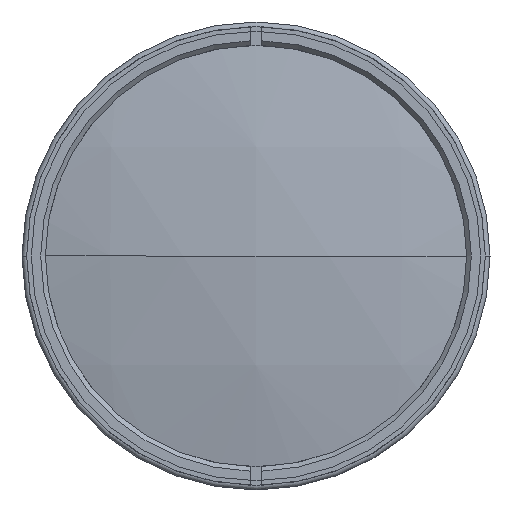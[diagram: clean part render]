
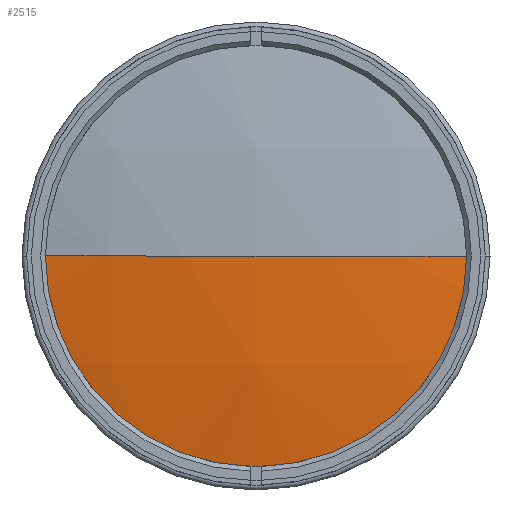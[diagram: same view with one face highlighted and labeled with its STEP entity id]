
A CAD part, left-side view. The second image highlights one B-rep face of the part: STEP entity #2515.
In plain terms, the highlighted spherical face has radius 224 mm.
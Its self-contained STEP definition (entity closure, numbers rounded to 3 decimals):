
#38 = SPHERICAL_SURFACE ( 'NONE', #2224, 224. ) ;
#61 = CARTESIAN_POINT ( 'NONE',  ( -182.505, 46.5, 0. ) ) ;
#119 = CARTESIAN_POINT ( 'NONE',  ( -187.385, 0., 0. ) ) ;
#126 = AXIS2_PLACEMENT_3D ( 'NONE', #737, #1495, #3038 ) ;
#293 = CARTESIAN_POINT ( 'NONE',  ( 36.615, 0., 0. ) ) ;
#477 = CARTESIAN_POINT ( 'NONE',  ( 36.615, 0., 0. ) ) ;
#543 = DIRECTION ( 'NONE',  ( 0., 1., 0. ) ) ;
#673 = AXIS2_PLACEMENT_3D ( 'NONE', #477, #3022, #2256 ) ;
#737 = CARTESIAN_POINT ( 'NONE',  ( -182.505, 0., 0. ) ) ;
#842 = DIRECTION ( 'NONE',  ( 0., 1., 0. ) ) ;
#1306 = CIRCLE ( 'NONE', #2981, 224. ) ;
#1325 = DIRECTION ( 'NONE',  ( 0., 0., -1. ) ) ;
#1334 = ORIENTED_EDGE ( 'NONE', *, *, #2095, .T. ) ;
#1495 = DIRECTION ( 'NONE',  ( -1., 0., 0. ) ) ;
#1590 = FACE_OUTER_BOUND ( 'NONE', #2824, .T. ) ;
#1684 = VERTEX_POINT ( 'NONE', #119 ) ;
#1918 = VERTEX_POINT ( 'NONE', #61 ) ;
#2017 = ORIENTED_EDGE ( 'NONE', *, *, #2201, .T. ) ;
#2082 = EDGE_CURVE ( 'NONE', #1918, #1684, #3195, .T. ) ;
#2095 = EDGE_CURVE ( 'NONE', #1918, #2286, #2444, .T. ) ;
#2113 = CARTESIAN_POINT ( 'NONE',  ( 36.615, 0., 0. ) ) ;
#2201 = EDGE_CURVE ( 'NONE', #2286, #1684, #1306, .T. ) ;
#2224 = AXIS2_PLACEMENT_3D ( 'NONE', #2113, #1325, #842 ) ;
#2256 = DIRECTION ( 'NONE',  ( 0., -1., 0. ) ) ;
#2286 = VERTEX_POINT ( 'NONE', #3253 ) ;
#2444 = CIRCLE ( 'NONE', #126, 46.5 ) ;
#2476 = ORIENTED_EDGE ( 'NONE', *, *, #2082, .F. ) ;
#2515 = ADVANCED_FACE ( 'NONE', ( #1590 ), #38, .T. ) ;
#2809 = DIRECTION ( 'NONE',  ( 0., 0., -1. ) ) ;
#2824 = EDGE_LOOP ( 'NONE', ( #1334, #2017, #2476 ) ) ;
#2981 = AXIS2_PLACEMENT_3D ( 'NONE', #293, #2809, #543 ) ;
#3022 = DIRECTION ( 'NONE',  ( 0., 0., 1. ) ) ;
#3038 = DIRECTION ( 'NONE',  ( 0., 0., 1. ) ) ;
#3195 = CIRCLE ( 'NONE', #673, 224. ) ;
#3253 = CARTESIAN_POINT ( 'NONE',  ( -182.505, -46.5, 0. ) ) ;
